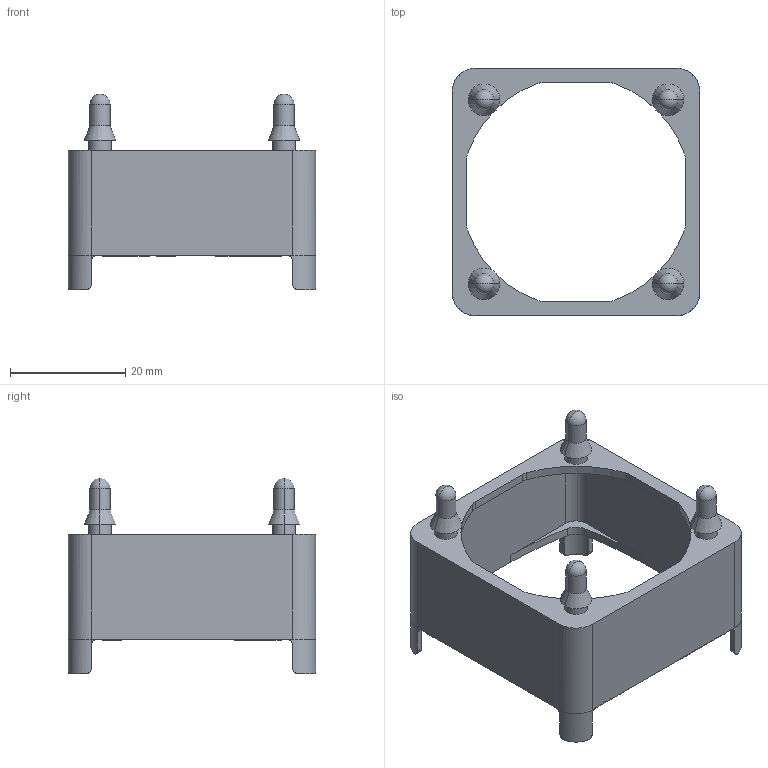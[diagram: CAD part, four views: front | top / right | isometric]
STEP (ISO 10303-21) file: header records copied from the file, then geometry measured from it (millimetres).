
FILE_DESCRIPTION((''),'2;1');
FILE_NAME('SLM-40-150-20.stp','2010-02-07T16:34:24',(''),(''),'Mechanical Desktop.R8.0.24.0','Mechanical Desktop.R8.0.24.0',', , ');
FILE_SCHEMA(('CONFIG_CONTROL_DESIGN'));
Length unit declared in the file: millimetre
Products named in the file (2): SLM-40-150-20A; SLM-40-150-20
Assembly tree (1 placements, depth 2):
  SLM-40-150-20A
    SLM-40-150-20
Bounding box: 43 x 43 x 34 mm (x, y, z)
Volume: 5642.6 mm3; surface area: 7984.9 mm2
Topology: 1 solids, 1 shells, 1717 faces, 4854 edges, 3204 vertices
Faces by surface type: bspline 1276, plane 297, cylinder 108, sphere 24, cone 8, torus 4
Entity records: 62945 total; most frequent: CARTESIAN_POINT 27169, ORIENTED_EDGE 9660, EDGE_CURVE 4830, DIRECTION 3400, VERTEX_POINT 3204, B_SPLINE_CURVE_WITH_KNOTS 2568, VECTOR 2010, LINE 2010
